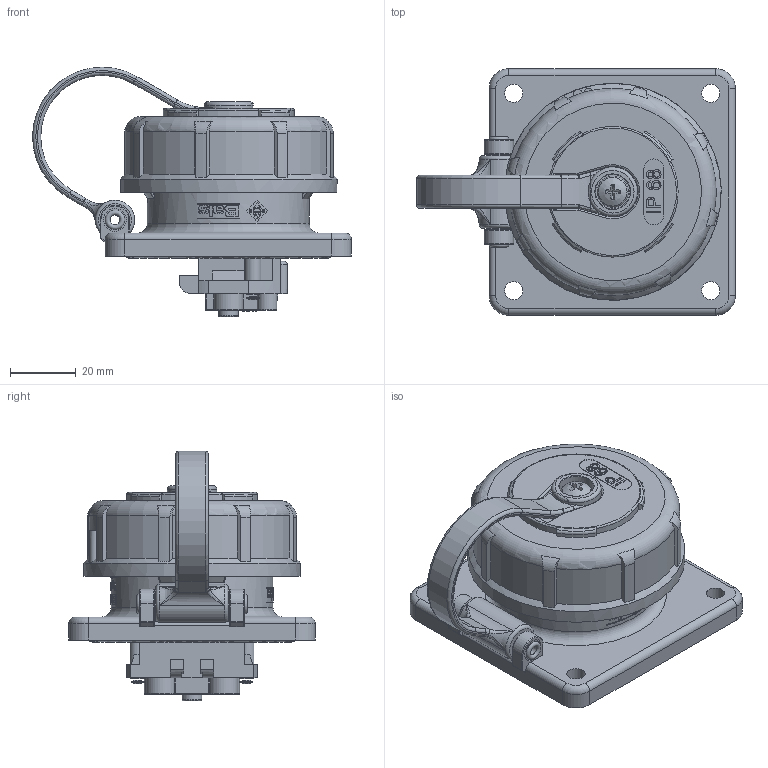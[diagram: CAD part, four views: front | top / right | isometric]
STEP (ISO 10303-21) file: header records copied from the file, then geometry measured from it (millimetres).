
FILE_DESCRIPTION(/* description */ (''),/* implementation_level */ '2;1');
FILE_NAME(/* name */ '7185.stp',/* time_stamp */ '2023-10-24T15:56:18+02:00',/* author */ ('massmann'),/* organization */ (''),/* preprocessor_version */ 'ST-DEVELOPER v17',/* originating_system */ 'Autodesk Inventor 2018',/* authorisation */ '');
FILE_SCHEMA (('AUTOMOTIVE_DESIGN { 1 0 10303 214 3 1 1 }'));
Products named in the file (1): 7185
Bounding box: 97.08 x 75 x 75.98 mm (x, y, z)
Volume: 143666.9 mm3; surface area: 41933.7 mm2
Topology: 2 solids, 6 shells, 1404 faces, 3719 edges, 2436 vertices
Faces by surface type: plane 744, cylinder 289, bspline 209, cone 84, torus 66, sphere 12
Full cylindrical faces by diameter (mm): 3 x1, 4 x1, 4.1 x2, 4.2 x1, 4.3 x1, 5 x2, 5.5 x4, 6 x3, 7 x2, 9.5 x1, 10.5 x1, 49.3 x1, 66 x1
Entity records: 52818 total; most frequent: CARTESIAN_POINT 17759, ORIENTED_EDGE 7418, DIRECTION 6434, EDGE_CURVE 3709, VERTEX_POINT 2436, AXIS2_PLACEMENT_3D 2311, LINE 1812, VECTOR 1812
